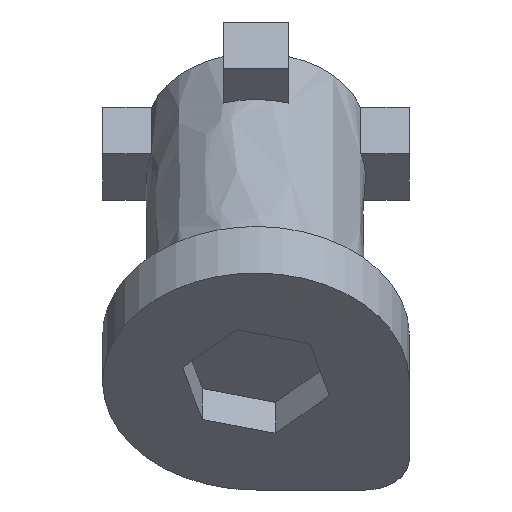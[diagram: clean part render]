
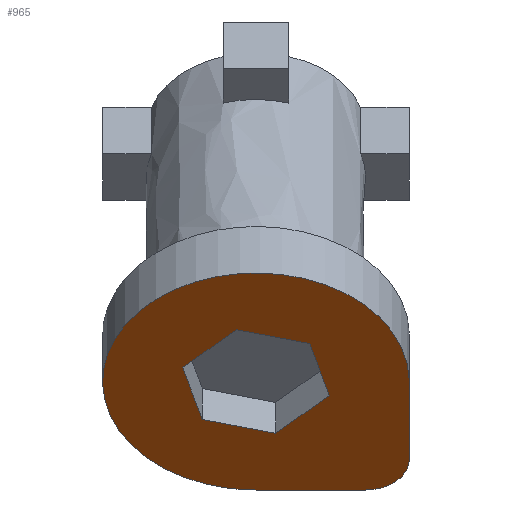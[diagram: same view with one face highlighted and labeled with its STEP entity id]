
A CAD part, left-side view. The second image highlights one B-rep face of the part: STEP entity #965.
In plain terms, the highlighted free-form (B-spline) face has degree [1, 1] with [2, 2] control points.
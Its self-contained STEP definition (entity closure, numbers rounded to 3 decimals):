
#32 = VERTEX_POINT('',#33);
#33 = CARTESIAN_POINT('',(138.72,-3.326,0.742
    ));
#38 = EDGE_CURVE('',#32,#39,#41,.T.);
#39 = VERTEX_POINT('',#40);
#40 = CARTESIAN_POINT('',(139.392,-2.376,
    0.07));
#41 = ( BOUNDED_CURVE() B_SPLINE_CURVE(2,(#42,#43,#44),.UNSPECIFIED.,.F.
,.F.) B_SPLINE_CURVE_WITH_KNOTS((3,3),(-0.785,0.785),
.PIECEWISE_BEZIER_KNOTS.) CURVE() GEOMETRIC_REPRESENTATION_ITEM() 
RATIONAL_B_SPLINE_CURVE((1.,0.707,1.)) REPRESENTATION_ITEM('') 
  );
#42 = CARTESIAN_POINT('',(138.72,-3.326,0.742
    ));
#43 = CARTESIAN_POINT('',(139.392,-3.326,
    0.07));
#44 = CARTESIAN_POINT('',(139.392,-2.376,
    0.07));
#111 = EDGE_CURVE('',#39,#112,#114,.T.);
#112 = VERTEX_POINT('',#113);
#113 = CARTESIAN_POINT('',(139.392,0.,
    0.07));
#114 = B_SPLINE_CURVE_WITH_KNOTS('',1,(#115,#116),.UNSPECIFIED.,.F.,.F.,
  (2,2),(0.1,0.35),.PIECEWISE_BEZIER_KNOTS.);
#115 = CARTESIAN_POINT('',(139.392,-2.376,
    0.07));
#116 = CARTESIAN_POINT('',(139.392,0.,
    0.07));
#135 = VERTEX_POINT('',#136);
#136 = CARTESIAN_POINT('',(137.04,-3.326,
    2.422));
#141 = EDGE_CURVE('',#135,#32,#142,.T.);
#142 = B_SPLINE_CURVE_WITH_KNOTS('',1,(#143,#144),.UNSPECIFIED.,.F.,.F.,
  (2,2),(0.35,0.6),.PIECEWISE_BEZIER_KNOTS.);
#143 = CARTESIAN_POINT('',(137.04,-3.326,
    2.422));
#144 = CARTESIAN_POINT('',(138.72,-3.326,
    0.742));
#176 = EDGE_CURVE('',#177,#179,#181,.T.);
#177 = VERTEX_POINT('',#178);
#178 = CARTESIAN_POINT('',(138.164,-0.426,
    1.298));
#179 = VERTEX_POINT('',#180);
#180 = CARTESIAN_POINT('',(137.863,1.164,1.599
    ));
#181 = B_SPLINE_CURVE_WITH_KNOTS('',1,(#182,#183),.UNSPECIFIED.,.F.,.F.,
  (2,2),(-0.043,0.13),.PIECEWISE_BEZIER_KNOTS.);
#182 = CARTESIAN_POINT('',(138.164,-0.426,
    1.298));
#183 = CARTESIAN_POINT('',(137.863,1.164,1.599
    ));
#212 = EDGE_CURVE('',#213,#177,#215,.T.);
#213 = VERTEX_POINT('',#214);
#214 = CARTESIAN_POINT('',(137.341,-1.59,
    2.121));
#215 = B_SPLINE_CURVE_WITH_KNOTS('',1,(#216,#217),.UNSPECIFIED.,.F.,.F.,
  (2,2),(-0.043,0.13),.PIECEWISE_BEZIER_KNOTS.);
#216 = CARTESIAN_POINT('',(137.341,-1.59,
    2.121));
#217 = CARTESIAN_POINT('',(138.164,-0.426,
    1.298));
#240 = EDGE_CURVE('',#241,#213,#243,.T.);
#241 = VERTEX_POINT('',#242);
#242 = CARTESIAN_POINT('',(136.217,-1.164,
    3.245));
#243 = B_SPLINE_CURVE_WITH_KNOTS('',1,(#244,#245),.UNSPECIFIED.,.F.,.F.,
  (2,2),(-0.043,0.13),.PIECEWISE_BEZIER_KNOTS.);
#244 = CARTESIAN_POINT('',(136.217,-1.164,
    3.245));
#245 = CARTESIAN_POINT('',(137.341,-1.59,
    2.121));
#268 = EDGE_CURVE('',#269,#241,#271,.T.);
#269 = VERTEX_POINT('',#270);
#270 = CARTESIAN_POINT('',(135.916,0.426,3.547
    ));
#271 = B_SPLINE_CURVE_WITH_KNOTS('',1,(#272,#273),.UNSPECIFIED.,.F.,.F.,
  (2,2),(-0.043,0.13),.PIECEWISE_BEZIER_KNOTS.);
#272 = CARTESIAN_POINT('',(135.916,0.426,3.547
    ));
#273 = CARTESIAN_POINT('',(136.217,-1.164,
    3.245));
#296 = EDGE_CURVE('',#297,#269,#299,.T.);
#297 = VERTEX_POINT('',#298);
#298 = CARTESIAN_POINT('',(136.739,1.59,2.724
    ));
#299 = B_SPLINE_CURVE_WITH_KNOTS('',1,(#300,#301),.UNSPECIFIED.,.F.,.F.,
  (2,2),(-0.043,0.13),.PIECEWISE_BEZIER_KNOTS.);
#300 = CARTESIAN_POINT('',(136.739,1.59,2.724
    ));
#301 = CARTESIAN_POINT('',(135.916,0.426,3.547
    ));
#324 = EDGE_CURVE('',#179,#297,#325,.T.);
#325 = B_SPLINE_CURVE_WITH_KNOTS('',1,(#326,#327),.UNSPECIFIED.,.F.,.F.,
  (2,2),(-0.043,0.13),.PIECEWISE_BEZIER_KNOTS.);
#326 = CARTESIAN_POINT('',(137.863,1.164,1.599
    ));
#327 = CARTESIAN_POINT('',(136.739,1.59,2.724
    ));
#939 = EDGE_CURVE('',#135,#112,#940,.T.);
#940 = ( BOUNDED_CURVE() B_SPLINE_CURVE(2,(#941,#942,#943,#944,#945,#946
,#947),.UNSPECIFIED.,.F.,.F.) B_SPLINE_CURVE_WITH_KNOTS((3,2,2,3),(
    -7.069,-5.498,-3.927,-2.356),
.PIECEWISE_BEZIER_KNOTS.) CURVE() GEOMETRIC_REPRESENTATION_ITEM() 
RATIONAL_B_SPLINE_CURVE((1.,0.707,1.,0.707,1.,
0.707,1.)) REPRESENTATION_ITEM('') );
#941 = CARTESIAN_POINT('',(137.04,-3.326,
    2.422));
#942 = CARTESIAN_POINT('',(134.688,-3.326,
    4.774));
#943 = CARTESIAN_POINT('',(134.688,0.,
    4.774));
#944 = CARTESIAN_POINT('',(134.688,3.326,4.774
    ));
#945 = CARTESIAN_POINT('',(137.04,3.326,2.422
    ));
#946 = CARTESIAN_POINT('',(139.392,3.326,
    0.07));
#947 = CARTESIAN_POINT('',(139.392,0.,
    0.07));
#965 = ADVANCED_FACE('',(#966,#972),#980,.T.);
#966 = FACE_BOUND('',#967,.T.);
#967 = EDGE_LOOP('',(#968,#969,#970,#971));
#968 = ORIENTED_EDGE('',*,*,#38,.F.);
#969 = ORIENTED_EDGE('',*,*,#141,.F.);
#970 = ORIENTED_EDGE('',*,*,#939,.T.);
#971 = ORIENTED_EDGE('',*,*,#111,.F.);
#972 = FACE_BOUND('',#973,.T.);
#973 = EDGE_LOOP('',(#974,#975,#976,#977,#978,#979));
#974 = ORIENTED_EDGE('',*,*,#176,.T.);
#975 = ORIENTED_EDGE('',*,*,#324,.T.);
#976 = ORIENTED_EDGE('',*,*,#296,.T.);
#977 = ORIENTED_EDGE('',*,*,#268,.T.);
#978 = ORIENTED_EDGE('',*,*,#240,.T.);
#979 = ORIENTED_EDGE('',*,*,#212,.T.);
#980 = B_SPLINE_SURFACE_WITH_KNOTS('',1,1,(
    (#981,#982)
    ,(#983,#984
    )),.UNSPECIFIED.,.F.,.F.,.F.,(2,2),(2,2),(-0.496,
    0.496),(-0.496,0.496),
  .PIECEWISE_BEZIER_KNOTS.);
#981 = CARTESIAN_POINT('',(141.754,0.,
    -2.291));
#982 = CARTESIAN_POINT('',(137.04,6.666,2.422
    ));
#983 = CARTESIAN_POINT('',(137.04,-6.666,
    2.422));
#984 = CARTESIAN_POINT('',(132.326,0.,
    7.136));
